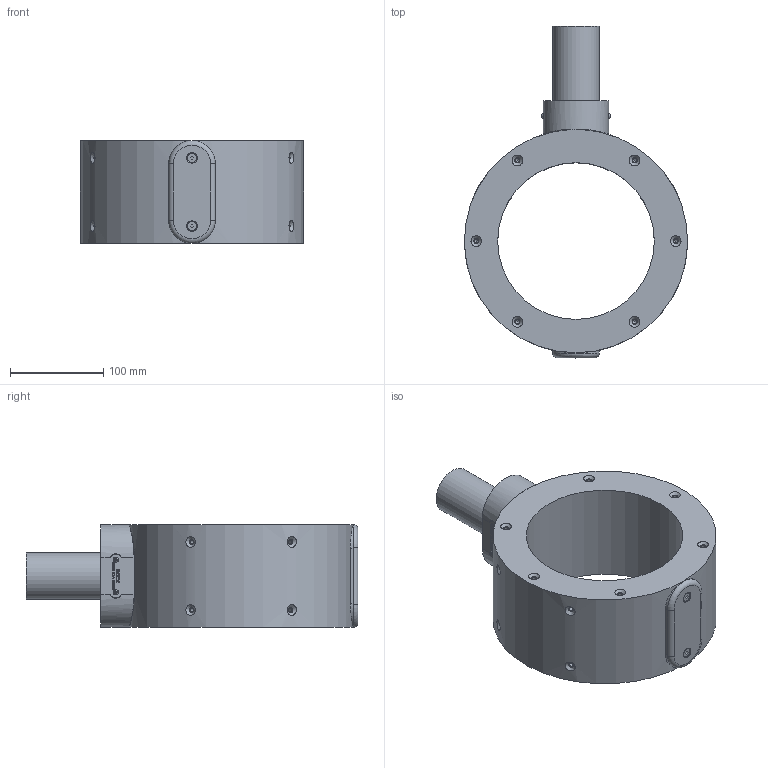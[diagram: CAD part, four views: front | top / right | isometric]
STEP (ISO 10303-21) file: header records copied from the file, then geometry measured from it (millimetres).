
FILE_DESCRIPTION (( 'STEP AP214' ), '1' );
FILE_NAME ('P-168-030-rev-A-SP.STEP', '2025-05-12T13:05:55', ( '' ), ( '' ), 'SwSTEP 2.0', 'SolidWorks 2024', '' );
FILE_SCHEMA (( 'AUTOMOTIVE_DESIGN' ));
Length unit declared in the file: millimetre
Products named in the file (1): P-168-030-rev-A-SP
Bounding box: 239.33 x 355.85 x 110.36 mm (x, y, z)
Volume: 2902103.7 mm3; surface area: 219222.4 mm2
Topology: 1 solids, 5 shells, 748 faces, 1937 edges, 1250 vertices
Faces by surface type: plane 367, cylinder 177, bspline 128, cone 66, torus 6, sphere 4
Full cylindrical faces by diameter (mm): 3 x4, 3.5 x4, 4.2 x20, 5.5 x20, 5.7 x4, 8.5 x6, 9.64 x2, 50 x1, 168 x1
Entity records: 27363 total; most frequent: CARTESIAN_POINT 9363, ORIENTED_EDGE 3522, DIRECTION 2467, EDGE_CURVE 1761, VERTEX_POINT 1210, EDGE_LOOP 945, AXIS2_PLACEMENT_3D 823, VECTOR 821
